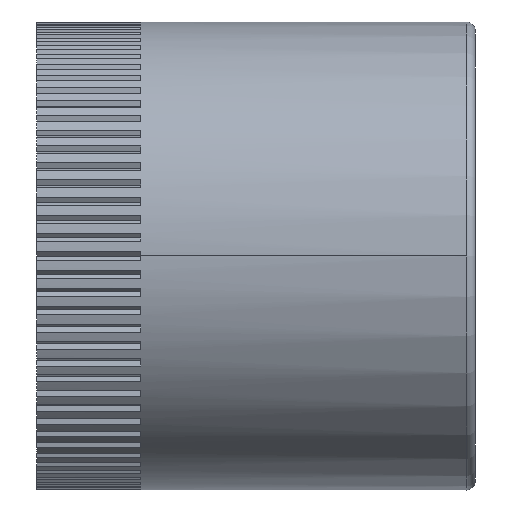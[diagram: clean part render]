
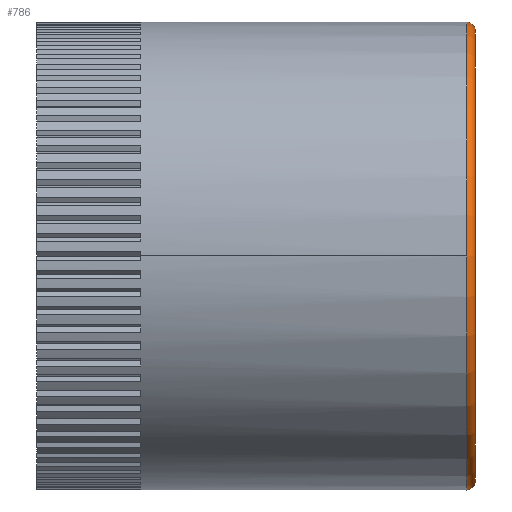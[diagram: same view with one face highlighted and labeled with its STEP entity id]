
A CAD part, front view. The second image highlights one B-rep face of the part: STEP entity #786.
In plain terms, the highlighted toroidal (fillet/blend) face has major radius 6.5 mm and minor radius 0.25 mm.
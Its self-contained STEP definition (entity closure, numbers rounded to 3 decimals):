
#786=ADVANCED_FACE('',(#1575),#1576,.T.);
#1575=FACE_OUTER_BOUND('',#2364,.T.);
#1576=TOROIDAL_SURFACE('',#2365,6.5,0.25);
#2364=EDGE_LOOP('',(#4729,#4730,#4731,#4732,#4733));
#2365=AXIS2_PLACEMENT_3D('',#4734,#4735,#4736);
#4729=ORIENTED_EDGE('',*,*,#5169,.T.);
#4730=ORIENTED_EDGE('',*,*,#5978,.F.);
#4731=ORIENTED_EDGE('',*,*,#5171,.T.);
#4732=ORIENTED_EDGE('',*,*,#5140,.T.);
#4733=ORIENTED_EDGE('',*,*,#5979,.T.);
#4734=CARTESIAN_POINT('',(12.4,0.0,0.0));
#4735=DIRECTION('',(1.0,0.0,0.0));
#4736=DIRECTION('',(0.0,0.0,-1.0));
#5140=EDGE_CURVE('',#6337,#6335,#6338,.T.);
#5169=EDGE_CURVE('',#6381,#6382,#6383,.T.);
#5171=EDGE_CURVE('',#6385,#6337,#6386,.T.);
#5978=EDGE_CURVE('',#6385,#6382,#7514,.T.);
#5979=EDGE_CURVE('',#6335,#6381,#7515,.T.);
#6335=VERTEX_POINT('',#7952);
#6337=VERTEX_POINT('',#7955);
#6338=CIRCLE('',#7956,6.75);
#6381=VERTEX_POINT('',#8009);
#6382=VERTEX_POINT('',#8010);
#6383=CIRCLE('',#8011,0.25);
#6385=VERTEX_POINT('',#8013);
#6386=CIRCLE('',#8014,0.25);
#7514=CIRCLE('',#9622,6.5);
#7515=CIRCLE('',#9623,6.75);
#7952=CARTESIAN_POINT('',(12.4,-6.75,0.));
#7955=CARTESIAN_POINT('',(12.4,0.,6.75));
#7956=AXIS2_PLACEMENT_3D('',#9986,#9987,#9988);
#8009=CARTESIAN_POINT('',(12.4,0.,-6.75));
#8010=CARTESIAN_POINT('',(12.65,0.,-6.5));
#8011=AXIS2_PLACEMENT_3D('',#10032,#10033,#10034);
#8013=CARTESIAN_POINT('',(12.65,0.,6.5));
#8014=AXIS2_PLACEMENT_3D('',#10038,#10039,#10040);
#9622=AXIS2_PLACEMENT_3D('',#10773,#10774,#10775);
#9623=AXIS2_PLACEMENT_3D('',#10776,#10777,#10778);
#9986=CARTESIAN_POINT('',(12.4,0.0,0.0));
#9987=DIRECTION('',(1.0,0.0,0.0));
#9988=DIRECTION('',(0.0,1.0,0.0));
#10032=CARTESIAN_POINT('',(12.4,0.,-6.5));
#10033=DIRECTION('',(0.0,-1.0,0.));
#10034=DIRECTION('',(0.0,0.,-1.0));
#10038=CARTESIAN_POINT('',(12.4,0.,6.5));
#10039=DIRECTION('',(0.0,-1.0,0.));
#10040=DIRECTION('',(0.0,0.,1.0));
#10773=CARTESIAN_POINT('',(12.65,0.0,0.0));
#10774=DIRECTION('',(1.0,0.0,0.0));
#10775=DIRECTION('',(0.0,1.0,0.0));
#10776=CARTESIAN_POINT('',(12.4,0.0,0.0));
#10777=DIRECTION('',(1.0,0.0,0.0));
#10778=DIRECTION('',(0.0,1.0,0.0));
